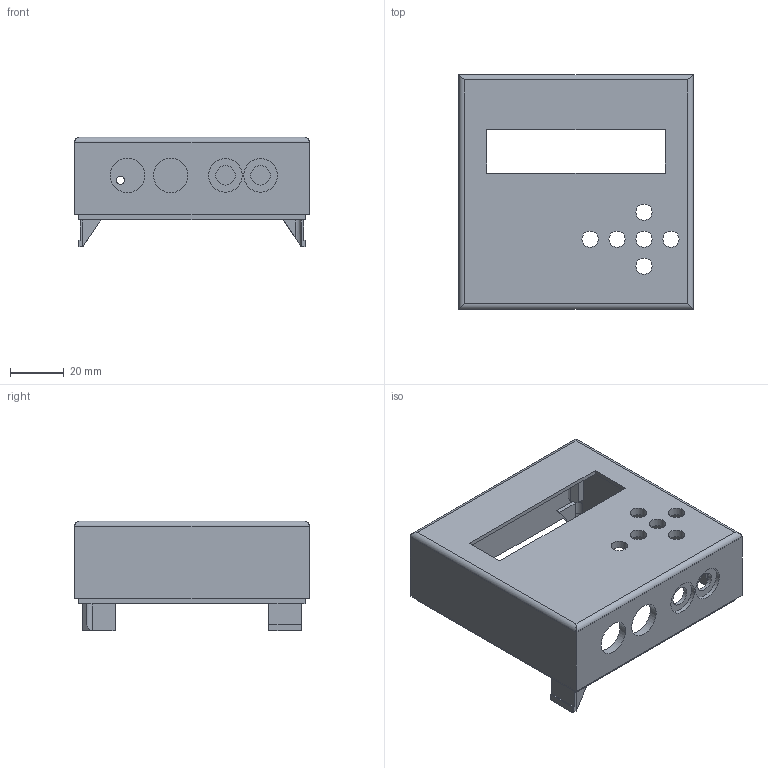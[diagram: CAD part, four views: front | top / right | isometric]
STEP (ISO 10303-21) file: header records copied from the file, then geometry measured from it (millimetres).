
FILE_DESCRIPTION(('FreeCAD Model'),'2;1');
FILE_NAME('TopCase.step', '2020-06-26T17:51:21',('Author'),(''), 'Open CASCADE STEP processor 7.3','FreeCAD','Unknown');
FILE_SCHEMA(('AUTOMOTIVE_DESIGN { 1 0 10303 214 1 1 1 1 }'));
Length unit declared in the file: millimetre
Products named in the file (1): Fillet003
Bounding box: 87 x 87 x 40.7 mm (x, y, z)
Volume: 45445.5 mm3; surface area: 34543.7 mm2
Topology: 1 solids, 1 shells, 156 faces, 383 edges, 236 vertices
Faces by surface type: plane 99, cylinder 37, bspline 20
Full cylindrical faces by diameter (mm): 3 x1, 3.2 x4, 6 x6, 7.2 x2, 12.4 x2, 12.8 x2
Entity records: 9912 total; most frequent: CARTESIAN_POINT 2452, DIRECTION 1288, LINE 877, VECTOR 877, ORIENTED_EDGE 766, PCURVE 766, DEFINITIONAL_REPRESENTATION 766, EDGE_CURVE 383
